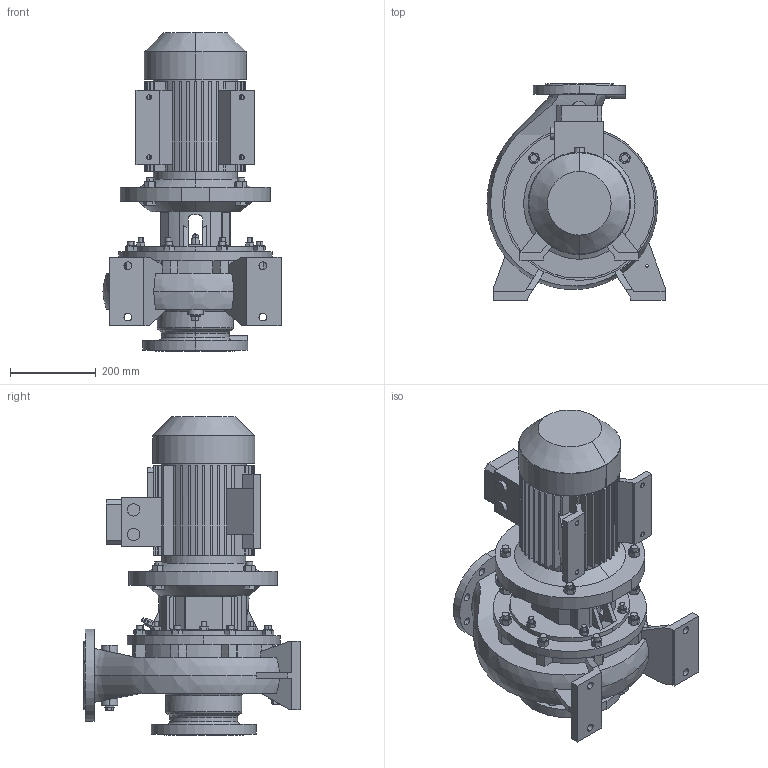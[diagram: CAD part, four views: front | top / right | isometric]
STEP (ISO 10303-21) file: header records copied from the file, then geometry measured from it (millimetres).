
FILE_DESCRIPTION (( 'STEP AP214' ), '1' );
FILE_NAME ('ﾌﾓ-311-200-ﾌ3-311-220-01-47.step', '2025-04-07T08:19:04', ( 'adb' ), ( '' ), 'SwSTEP 2.0', 'SolidWorks 2016', '' );
FILE_SCHEMA (( 'AUTOMOTIVE_DESIGN' ));
Length unit declared in the file: millimetre
Products named in the file (1): ﾌﾓ-311-200-ﾌ3-311-220-01-47
Bounding box: 415.5 x 505 x 744 mm (x, y, z)
Volume: 31806845.8 mm3; surface area: 2423823.2 mm2
Topology: 8 solids, 27 shells, 1226 faces, 3146 edges, 2054 vertices
Faces by surface type: plane 644, cylinder 428, cone 120, bspline 27, torus 7
Entity records: 61333 total; most frequent: CARTESIAN_POINT 17914, ORIENTED_EDGE 6288, DIRECTION 6049, EDGE_CURVE 3144, AXIS2_PLACEMENT_3D 2219, VERTEX_POINT 2054, LINE 1611, VECTOR 1611
